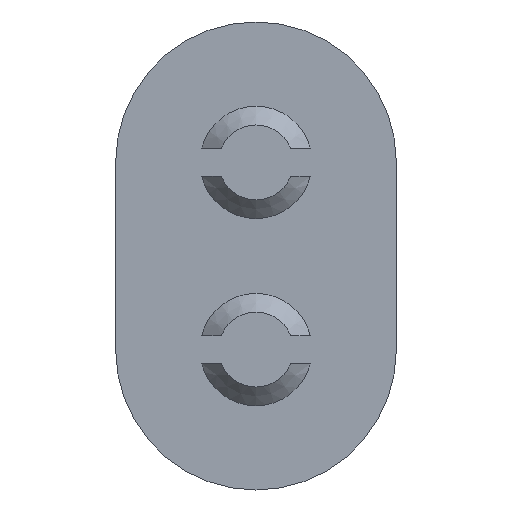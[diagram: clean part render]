
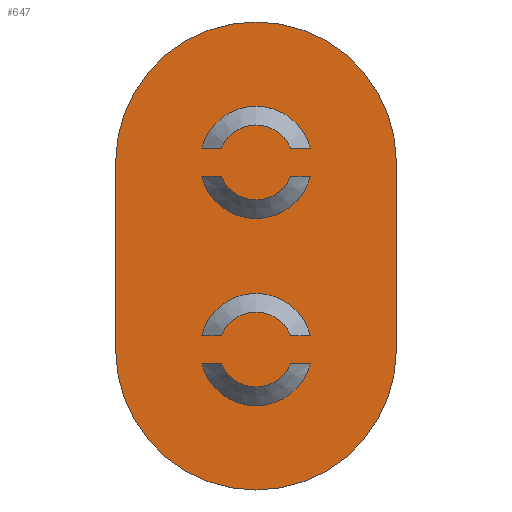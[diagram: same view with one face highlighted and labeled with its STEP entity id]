
A CAD part, front view. The second image highlights one B-rep face of the part: STEP entity #647.
In plain terms, the highlighted planar face has unit normal (0, -1, 0).
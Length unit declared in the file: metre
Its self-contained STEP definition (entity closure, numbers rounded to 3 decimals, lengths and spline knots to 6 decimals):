
#66=LINE('',#1051,#114);
#71=LINE('',#1066,#119);
#74=LINE('',#1076,#122);
#75=LINE('',#1078,#123);
#76=LINE('',#1084,#124);
#77=LINE('',#1088,#125);
#78=LINE('',#1089,#126);
#79=LINE('',#1091,#127);
#80=LINE('',#1097,#128);
#81=LINE('',#1101,#129);
#114=VECTOR('',#827,1.);
#119=VECTOR('',#840,1.);
#122=VECTOR('',#853,1.);
#123=VECTOR('',#854,1.);
#124=VECTOR('',#859,1.);
#125=VECTOR('',#862,1.);
#126=VECTOR('',#863,1.);
#127=VECTOR('',#864,1.);
#128=VECTOR('',#869,1.);
#129=VECTOR('',#872,1.);
#214=ORIENTED_EDGE('',*,*,#390,.F.);
#215=ORIENTED_EDGE('',*,*,#347,.T.);
#216=ORIENTED_EDGE('',*,*,#391,.F.);
#217=ORIENTED_EDGE('',*,*,#392,.T.);
#218=ORIENTED_EDGE('',*,*,#393,.T.);
#219=ORIENTED_EDGE('',*,*,#394,.T.);
#220=ORIENTED_EDGE('',*,*,#395,.T.);
#221=ORIENTED_EDGE('',*,*,#396,.T.);
#222=ORIENTED_EDGE('',*,*,#397,.F.);
#223=ORIENTED_EDGE('',*,*,#350,.T.);
#224=ORIENTED_EDGE('',*,*,#398,.F.);
#225=ORIENTED_EDGE('',*,*,#399,.T.);
#226=ORIENTED_EDGE('',*,*,#400,.T.);
#227=ORIENTED_EDGE('',*,*,#401,.T.);
#228=ORIENTED_EDGE('',*,*,#402,.T.);
#229=ORIENTED_EDGE('',*,*,#403,.T.);
#230=ORIENTED_EDGE('',*,*,#378,.T.);
#231=ORIENTED_EDGE('',*,*,#388,.T.);
#232=ORIENTED_EDGE('',*,*,#385,.F.);
#233=ORIENTED_EDGE('',*,*,#382,.T.);
#347=EDGE_CURVE('',#443,#442,#502,.T.);
#350=EDGE_CURVE('',#445,#444,#503,.T.);
#378=EDGE_CURVE('',#466,#467,#66,.T.);
#382=EDGE_CURVE('',#470,#466,#514,.T.);
#385=EDGE_CURVE('',#470,#472,#71,.T.);
#388=EDGE_CURVE('',#467,#472,#516,.T.);
#390=EDGE_CURVE('',#443,#474,#74,.T.);
#391=EDGE_CURVE('',#475,#442,#75,.T.);
#392=EDGE_CURVE('',#475,#474,#518,.F.);
#393=EDGE_CURVE('',#476,#477,#519,.T.);
#394=EDGE_CURVE('',#477,#478,#76,.T.);
#395=EDGE_CURVE('',#478,#479,#520,.F.);
#396=EDGE_CURVE('',#479,#476,#77,.T.);
#397=EDGE_CURVE('',#445,#480,#78,.T.);
#398=EDGE_CURVE('',#481,#444,#79,.T.);
#399=EDGE_CURVE('',#481,#480,#521,.F.);
#400=EDGE_CURVE('',#482,#483,#522,.T.);
#401=EDGE_CURVE('',#483,#484,#80,.T.);
#402=EDGE_CURVE('',#484,#485,#523,.F.);
#403=EDGE_CURVE('',#485,#482,#81,.T.);
#442=VERTEX_POINT('',#962);
#443=VERTEX_POINT('',#964);
#444=VERTEX_POINT('',#968);
#445=VERTEX_POINT('',#970);
#466=VERTEX_POINT('',#1052);
#467=VERTEX_POINT('',#1053);
#470=VERTEX_POINT('',#1061);
#472=VERTEX_POINT('',#1067);
#474=VERTEX_POINT('',#1077);
#475=VERTEX_POINT('',#1079);
#476=VERTEX_POINT('',#1082);
#477=VERTEX_POINT('',#1083);
#478=VERTEX_POINT('',#1085);
#479=VERTEX_POINT('',#1087);
#480=VERTEX_POINT('',#1090);
#481=VERTEX_POINT('',#1092);
#482=VERTEX_POINT('',#1095);
#483=VERTEX_POINT('',#1096);
#484=VERTEX_POINT('',#1098);
#485=VERTEX_POINT('',#1100);
#502=CIRCLE('',#688,0.00275);
#503=CIRCLE('',#690,0.00275);
#514=CIRCLE('',#711,0.0075);
#516=CIRCLE('',#715,0.0075);
#518=CIRCLE('',#719,0.002);
#519=CIRCLE('',#720,0.00275);
#520=CIRCLE('',#721,0.002);
#521=CIRCLE('',#722,0.002);
#522=CIRCLE('',#723,0.00275);
#523=CIRCLE('',#724,0.002);
#547=EDGE_LOOP('',(#214,#215,#216,#217));
#548=EDGE_LOOP('',(#218,#219,#220,#221));
#549=EDGE_LOOP('',(#222,#223,#224,#225));
#550=EDGE_LOOP('',(#226,#227,#228,#229));
#551=EDGE_LOOP('',(#230,#231,#232,#233));
#589=FACE_BOUND('',#547,.T.);
#590=FACE_BOUND('',#548,.T.);
#591=FACE_BOUND('',#549,.T.);
#592=FACE_BOUND('',#550,.T.);
#593=FACE_BOUND('',#551,.T.);
#621=PLANE('',#718);
#647=ADVANCED_FACE('',(#589,#590,#591,#592,#593),#621,.F.);
#688=AXIS2_PLACEMENT_3D('',#963,#772,#773);
#690=AXIS2_PLACEMENT_3D('',#969,#778,#779);
#711=AXIS2_PLACEMENT_3D('',#1060,#833,#834);
#715=AXIS2_PLACEMENT_3D('',#1072,#845,#846);
#718=AXIS2_PLACEMENT_3D('',#1075,#851,#852);
#719=AXIS2_PLACEMENT_3D('',#1080,#855,#856);
#720=AXIS2_PLACEMENT_3D('',#1081,#857,#858);
#721=AXIS2_PLACEMENT_3D('',#1086,#860,#861);
#722=AXIS2_PLACEMENT_3D('',#1093,#865,#866);
#723=AXIS2_PLACEMENT_3D('',#1094,#867,#868);
#724=AXIS2_PLACEMENT_3D('',#1099,#870,#871);
#772=DIRECTION('',(0.,1.,0.));
#773=DIRECTION('',(0.,0.,1.));
#778=DIRECTION('',(0.,1.,0.));
#779=DIRECTION('',(0.,0.,1.));
#827=DIRECTION('',(0.,0.,-1.));
#833=DIRECTION('',(0.,-1.,0.));
#834=DIRECTION('',(0.,0.,1.));
#840=DIRECTION('',(0.,0.,-1.));
#845=DIRECTION('',(0.,-1.,0.));
#846=DIRECTION('',(0.,0.,1.));
#851=DIRECTION('',(0.,1.,0.));
#852=DIRECTION('',(-1.,0.,0.));
#853=DIRECTION('',(-1.,0.,0.));
#854=DIRECTION('',(-1.,0.,0.));
#855=DIRECTION('',(0.,1.,0.));
#856=DIRECTION('',(0.,0.,1.));
#857=DIRECTION('',(0.,1.,0.));
#858=DIRECTION('',(0.,0.,1.));
#859=DIRECTION('',(-1.,0.,0.));
#860=DIRECTION('',(0.,1.,0.));
#861=DIRECTION('',(0.,0.,1.));
#862=DIRECTION('',(-1.,0.,0.));
#863=DIRECTION('',(-1.,0.,0.));
#864=DIRECTION('',(-1.,0.,0.));
#865=DIRECTION('',(0.,1.,0.));
#866=DIRECTION('',(0.,0.,1.));
#867=DIRECTION('',(0.,1.,0.));
#868=DIRECTION('',(0.,0.,1.));
#869=DIRECTION('',(-1.,0.,0.));
#870=DIRECTION('',(0.,1.,0.));
#871=DIRECTION('',(0.,0.,1.));
#872=DIRECTION('',(-1.,0.,0.));
#962=CARTESIAN_POINT('',(0.005554,0.1167,0.02035));
#963=CARTESIAN_POINT('',(0.0082,0.1167,0.0211));
#964=CARTESIAN_POINT('',(0.010846,0.1167,0.02035));
#968=CARTESIAN_POINT('',(0.005554,0.1167,0.01035));
#969=CARTESIAN_POINT('',(0.0082,0.1167,0.0111));
#970=CARTESIAN_POINT('',(0.010846,0.1167,0.01035));
#1051=CARTESIAN_POINT('',(0.0007,0.1167,0.0161));
#1052=CARTESIAN_POINT('',(0.0007,0.1167,0.0211));
#1053=CARTESIAN_POINT('',(0.0007,0.1167,0.0111));
#1060=CARTESIAN_POINT('',(0.0082,0.1167,0.0211));
#1061=CARTESIAN_POINT('',(0.0157,0.1167,0.0211));
#1066=CARTESIAN_POINT('',(0.0157,0.1167,0.0161));
#1067=CARTESIAN_POINT('',(0.0157,0.1167,0.0111));
#1072=CARTESIAN_POINT('',(0.0082,0.1167,0.0111));
#1075=CARTESIAN_POINT('',(0.05746,0.1167,0.01585));
#1076=CARTESIAN_POINT('',(0.011627,0.1167,0.02035));
#1077=CARTESIAN_POINT('',(0.010054,0.1167,0.02035));
#1078=CARTESIAN_POINT('',(0.004773,0.1167,0.02035));
#1079=CARTESIAN_POINT('',(0.006346,0.1167,0.02035));
#1080=CARTESIAN_POINT('',(0.0082,0.1167,0.0211));
#1081=CARTESIAN_POINT('',(0.0082,0.1167,0.0211));
#1082=CARTESIAN_POINT('',(0.005554,0.1167,0.02185));
#1083=CARTESIAN_POINT('',(0.010846,0.1167,0.02185));
#1084=CARTESIAN_POINT('',(0.011627,0.1167,0.02185));
#1085=CARTESIAN_POINT('',(0.010054,0.1167,0.02185));
#1086=CARTESIAN_POINT('',(0.0082,0.1167,0.0211));
#1087=CARTESIAN_POINT('',(0.006346,0.1167,0.02185));
#1088=CARTESIAN_POINT('',(0.004773,0.1167,0.02185));
#1089=CARTESIAN_POINT('',(0.011627,0.1167,0.01035));
#1090=CARTESIAN_POINT('',(0.010054,0.1167,0.01035));
#1091=CARTESIAN_POINT('',(0.004773,0.1167,0.01035));
#1092=CARTESIAN_POINT('',(0.006346,0.1167,0.01035));
#1093=CARTESIAN_POINT('',(0.0082,0.1167,0.0111));
#1094=CARTESIAN_POINT('',(0.0082,0.1167,0.0111));
#1095=CARTESIAN_POINT('',(0.005554,0.1167,0.01185));
#1096=CARTESIAN_POINT('',(0.010846,0.1167,0.01185));
#1097=CARTESIAN_POINT('',(0.011627,0.1167,0.01185));
#1098=CARTESIAN_POINT('',(0.010054,0.1167,0.01185));
#1099=CARTESIAN_POINT('',(0.0082,0.1167,0.0111));
#1100=CARTESIAN_POINT('',(0.006346,0.1167,0.01185));
#1101=CARTESIAN_POINT('',(0.004773,0.1167,0.01185));
